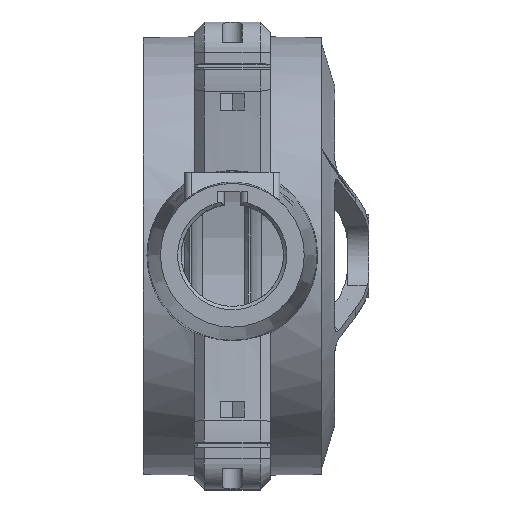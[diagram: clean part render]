
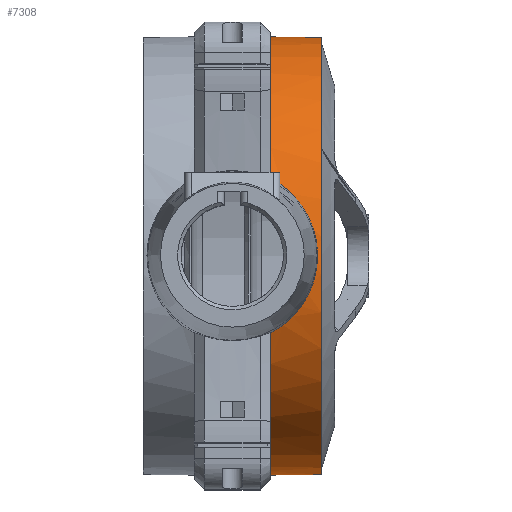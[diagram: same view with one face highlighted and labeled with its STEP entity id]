
A CAD part, top view. The second image highlights one B-rep face of the part: STEP entity #7308.
In plain terms, the highlighted cylindrical face has radius 82.091 mm (diameter 164.181 mm), a partial arc.
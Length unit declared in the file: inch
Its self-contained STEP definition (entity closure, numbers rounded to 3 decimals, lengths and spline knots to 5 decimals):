
#207=CYLINDRICAL_SURFACE('',#7816,3.23192);
#405=LINE('',#11527,#897);
#406=LINE('',#11531,#898);
#897=VECTOR('',#8777,0.3937);
#898=VECTOR('',#8780,0.3937);
#1602=FACE_OUTER_BOUND('',#2028,.T.);
#2028=EDGE_LOOP('',(#5243,#5244,#5245,#5246,#5247,#5248,#5249,#5250,#5251,
#5252));
#2459=CIRCLE('',#7770,3.23192);
#2487=CIRCLE('',#7817,3.23192);
#2488=CIRCLE('',#7818,3.23192);
#2489=CIRCLE('',#7819,3.23192);
#2490=CIRCLE('',#7820,3.23192);
#2786=B_SPLINE_CURVE_WITH_KNOTS('',3,(#11336,#11337,#11338,#11339,#11340,
#11341,#11342,#11343,#11344,#11345),.UNSPECIFIED.,.F.,.F.,(4,2,2,2,4),(3.6097,
4.40393,5.87191,7.33989,8.13412),
 .UNSPECIFIED.);
#2789=B_SPLINE_CURVE_WITH_KNOTS('',3,(#11427,#11428,#11429,#11430,#11431,
#11432,#11433,#11434,#11435,#11436),.UNSPECIFIED.,.F.,.F.,(4,2,2,2,4),(3.6097,
4.40393,5.87191,7.33989,8.13412),
 .UNSPECIFIED.);
#2791=B_SPLINE_CURVE_WITH_KNOTS('',3,(#11499,#11500,#11501,#11502,#11503,
#11504,#11505,#11506,#11507,#11508,#11509,#11510,#11511,#11512,#11513,#11514,
#11515,#11516,#11517,#11518,#11519,#11520,#11521,#11522,#11523,#11524),
 .UNSPECIFIED.,.F.,.F.,(4,2,2,2,2,2,2,2,2,2,2,2,4),(11.23953,11.65062,
12.2649,12.87659,13.48828,14.09997,14.71166,
15.32334,15.93503,16.54672,17.15841,17.77269,
18.18378),.UNSPECIFIED.);
#3119=VERTEX_POINT('',#11329);
#3120=VERTEX_POINT('',#11331);
#3121=VERTEX_POINT('',#11335);
#3143=VERTEX_POINT('',#11424);
#3144=VERTEX_POINT('',#11426);
#3168=VERTEX_POINT('',#11496);
#3169=VERTEX_POINT('',#11498);
#3170=VERTEX_POINT('',#11526);
#3171=VERTEX_POINT('',#11528);
#3172=VERTEX_POINT('',#11530);
#3911=EDGE_CURVE('',#3120,#3119,#2459,.T.);
#3913=EDGE_CURVE('',#3121,#3120,#2786,.F.);
#3946=EDGE_CURVE('',#3144,#3143,#2789,.F.);
#3974=EDGE_CURVE('',#3143,#3168,#2487,.T.);
#3975=EDGE_CURVE('',#3168,#3169,#2791,.T.);
#3976=EDGE_CURVE('',#3169,#3121,#2488,.T.);
#3977=EDGE_CURVE('',#3170,#3119,#405,.T.);
#3978=EDGE_CURVE('',#3171,#3170,#2489,.T.);
#3979=EDGE_CURVE('',#3171,#3172,#406,.T.);
#3980=EDGE_CURVE('',#3172,#3144,#2490,.T.);
#5243=ORIENTED_EDGE('',*,*,#3974,.T.);
#5244=ORIENTED_EDGE('',*,*,#3975,.T.);
#5245=ORIENTED_EDGE('',*,*,#3976,.T.);
#5246=ORIENTED_EDGE('',*,*,#3913,.T.);
#5247=ORIENTED_EDGE('',*,*,#3911,.T.);
#5248=ORIENTED_EDGE('',*,*,#3977,.F.);
#5249=ORIENTED_EDGE('',*,*,#3978,.F.);
#5250=ORIENTED_EDGE('',*,*,#3979,.T.);
#5251=ORIENTED_EDGE('',*,*,#3980,.T.);
#5252=ORIENTED_EDGE('',*,*,#3946,.T.);
#7308=ADVANCED_FACE('',(#1602),#207,.T.);
#7770=AXIS2_PLACEMENT_3D('',#11332,#8653,#8654);
#7816=AXIS2_PLACEMENT_3D('',#11495,#8771,#8772);
#7817=AXIS2_PLACEMENT_3D('',#11497,#8773,#8774);
#7818=AXIS2_PLACEMENT_3D('',#11525,#8775,#8776);
#7819=AXIS2_PLACEMENT_3D('',#11529,#8778,#8779);
#7820=AXIS2_PLACEMENT_3D('',#11532,#8781,#8782);
#8653=DIRECTION('center_axis',(1.,0.,0.));
#8654=DIRECTION('ref_axis',(0.,0.,1.));
#8771=DIRECTION('center_axis',(-1.,0.,0.));
#8772=DIRECTION('ref_axis',(0.,0.,1.));
#8773=DIRECTION('center_axis',(1.,0.,0.));
#8774=DIRECTION('ref_axis',(0.,0.,1.));
#8775=DIRECTION('center_axis',(1.,0.,0.));
#8776=DIRECTION('ref_axis',(0.,0.,1.));
#8777=DIRECTION('',(-1.,0.,0.));
#8778=DIRECTION('center_axis',(1.,0.,0.));
#8779=DIRECTION('ref_axis',(0.,0.,1.));
#8780=DIRECTION('',(-1.,0.,0.));
#8781=DIRECTION('center_axis',(1.,0.,0.));
#8782=DIRECTION('ref_axis',(0.,0.,1.));
#11329=CARTESIAN_POINT('',(26.48661,-2.28531,-2.28531));
#11331=CARTESIAN_POINT('',(26.48661,-3.10941,-0.8814));
#11332=CARTESIAN_POINT('Origin',(26.48661,0.,
0.));
#11335=CARTESIAN_POINT('',(26.48661,-3.10941,0.8814));
#11336=CARTESIAN_POINT('Ctrl Pts',(26.48661,-3.10941,-0.8814));
#11337=CARTESIAN_POINT('Ctrl Pts',(26.45311,-3.13753,-0.78218));
#11338=CARTESIAN_POINT('Ctrl Pts',(26.42486,-3.16116,-0.68064));
#11339=CARTESIAN_POINT('Ctrl Pts',(26.36111,-3.21441,-0.38757));
#11340=CARTESIAN_POINT('Ctrl Pts',(26.34003,-3.23192,-0.19265));
#11341=CARTESIAN_POINT('Ctrl Pts',(26.34003,-3.23192,0.19265));
#11342=CARTESIAN_POINT('Ctrl Pts',(26.36111,-3.21441,0.38757));
#11343=CARTESIAN_POINT('Ctrl Pts',(26.42486,-3.16116,0.68064));
#11344=CARTESIAN_POINT('Ctrl Pts',(26.45311,-3.13753,0.78218));
#11345=CARTESIAN_POINT('Ctrl Pts',(26.48661,-3.10941,0.8814));
#11424=CARTESIAN_POINT('',(26.48661,3.10941,0.8814));
#11426=CARTESIAN_POINT('',(26.48661,3.10941,-0.8814));
#11427=CARTESIAN_POINT('Ctrl Pts',(26.48661,3.10941,0.8814));
#11428=CARTESIAN_POINT('Ctrl Pts',(26.45311,3.13753,0.78218));
#11429=CARTESIAN_POINT('Ctrl Pts',(26.42486,3.16116,0.68064));
#11430=CARTESIAN_POINT('Ctrl Pts',(26.36111,3.21441,0.38757));
#11431=CARTESIAN_POINT('Ctrl Pts',(26.34003,3.23192,0.19265));
#11432=CARTESIAN_POINT('Ctrl Pts',(26.34003,3.23192,-0.19265));
#11433=CARTESIAN_POINT('Ctrl Pts',(26.36111,3.21441,-0.38757));
#11434=CARTESIAN_POINT('Ctrl Pts',(26.42486,3.16116,-0.68064));
#11435=CARTESIAN_POINT('Ctrl Pts',(26.45311,3.13753,-0.78218));
#11436=CARTESIAN_POINT('Ctrl Pts',(26.48661,3.10941,-0.8814));
#11495=CARTESIAN_POINT('Origin',(27.23661,0.,
0.));
#11496=CARTESIAN_POINT('',(26.48661,1.13939,3.02441));
#11497=CARTESIAN_POINT('Origin',(26.48661,0.,
0.));
#11498=CARTESIAN_POINT('',(26.48661,-1.13939,3.02441));
#11499=CARTESIAN_POINT('Ctrl Pts',(26.48661,1.13939,3.02441));
#11500=CARTESIAN_POINT('Ctrl Pts',(26.53682,1.11395,3.034));
#11501=CARTESIAN_POINT('Ctrl Pts',(26.58511,1.0852,3.04446));
#11502=CARTESIAN_POINT('Ctrl Pts',(26.69914,1.00673,3.07152));
#11503=CARTESIAN_POINT('Ctrl Pts',(26.76167,0.95361,3.08859));
#11504=CARTESIAN_POINT('Ctrl Pts',(26.87195,0.84107,3.12111));
#11505=CARTESIAN_POINT('Ctrl Pts',(26.92365,0.7777,3.13775));
#11506=CARTESIAN_POINT('Ctrl Pts',(27.01495,0.63966,3.16878));
#11507=CARTESIAN_POINT('Ctrl Pts',(27.05457,0.56498,3.18313));
#11508=CARTESIAN_POINT('Ctrl Pts',(27.11837,0.40892,3.20692));
#11509=CARTESIAN_POINT('Ctrl Pts',(27.14261,0.3274,3.21635));
#11510=CARTESIAN_POINT('Ctrl Pts',(27.17447,0.16308,3.22885));
#11511=CARTESIAN_POINT('Ctrl Pts',(27.18209,0.08027,
3.23192));
#11512=CARTESIAN_POINT('Ctrl Pts',(27.18209,-0.08027,
3.23192));
#11513=CARTESIAN_POINT('Ctrl Pts',(27.17447,-0.16308,3.22885));
#11514=CARTESIAN_POINT('Ctrl Pts',(27.14261,-0.3274,3.21635));
#11515=CARTESIAN_POINT('Ctrl Pts',(27.11837,-0.40892,
3.20692));
#11516=CARTESIAN_POINT('Ctrl Pts',(27.05457,-0.56498,
3.18313));
#11517=CARTESIAN_POINT('Ctrl Pts',(27.01495,-0.63966,
3.16878));
#11518=CARTESIAN_POINT('Ctrl Pts',(26.92365,-0.7777,3.13775));
#11519=CARTESIAN_POINT('Ctrl Pts',(26.87195,-0.84107,
3.12111));
#11520=CARTESIAN_POINT('Ctrl Pts',(26.76167,-0.95361,
3.08859));
#11521=CARTESIAN_POINT('Ctrl Pts',(26.69914,-1.00673,3.07152));
#11522=CARTESIAN_POINT('Ctrl Pts',(26.58511,-1.0852,3.04446));
#11523=CARTESIAN_POINT('Ctrl Pts',(26.53682,-1.11395,3.034));
#11524=CARTESIAN_POINT('Ctrl Pts',(26.48661,-1.13939,3.02441));
#11525=CARTESIAN_POINT('Origin',(26.48661,0.,
0.));
#11526=CARTESIAN_POINT('',(27.23661,-2.28531,-2.28531));
#11527=CARTESIAN_POINT('',(27.23661,-2.28531,-2.28531));
#11528=CARTESIAN_POINT('',(27.23661,2.28531,-2.28531));
#11529=CARTESIAN_POINT('Origin',(27.23661,0.,
0.));
#11530=CARTESIAN_POINT('',(26.48661,2.28531,-2.28531));
#11531=CARTESIAN_POINT('',(27.23661,2.28531,-2.28531));
#11532=CARTESIAN_POINT('Origin',(26.48661,0.,
0.));
